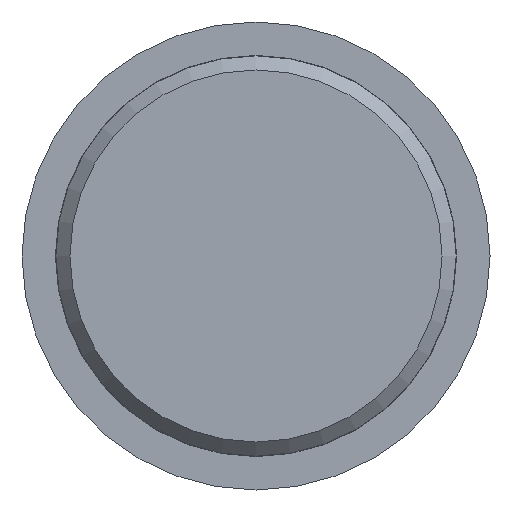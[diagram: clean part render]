
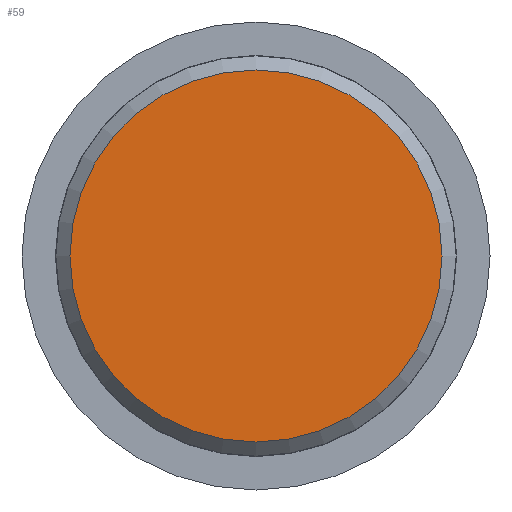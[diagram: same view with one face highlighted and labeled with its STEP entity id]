
A CAD part, front view. The second image highlights one B-rep face of the part: STEP entity #59.
In plain terms, the highlighted planar face has unit normal (0, -1, 0).
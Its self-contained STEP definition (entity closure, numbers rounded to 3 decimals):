
#59 = ADVANCED_FACE( '', ( #128 ), #129, .F. );
#128 = FACE_OUTER_BOUND( '', #205, .T. );
#129 = PLANE( '', #206 );
#205 = EDGE_LOOP( '', ( #302 ) );
#206 = AXIS2_PLACEMENT_3D( '', #303, #304, #305 );
#302 = ORIENTED_EDGE( '', *, *, #437, .T. );
#303 = CARTESIAN_POINT( '', ( 19.476, -16., 0. ) );
#304 = DIRECTION( '', ( 0., 1., 0. ) );
#305 = DIRECTION( '', ( 0., 0., 1. ) );
#437 = EDGE_CURVE( '', #514, #514, #515, .T. );
#514 = VERTEX_POINT( '', #644 );
#515 = CIRCLE( '', #645, 19.476 );
#644 = CARTESIAN_POINT( '', ( 0., -16., -19.476 ) );
#645 = AXIS2_PLACEMENT_3D( '', #744, #745, #746 );
#744 = CARTESIAN_POINT( '', ( 0., -16., 0. ) );
#745 = DIRECTION( '', ( 0., -1., 0. ) );
#746 = DIRECTION( '', ( 0., 0., -1. ) );
